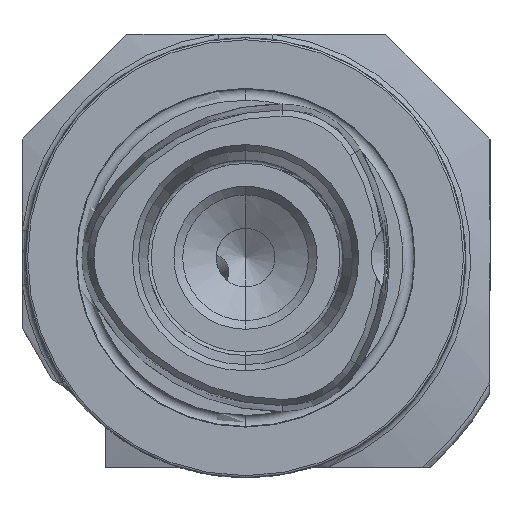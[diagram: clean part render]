
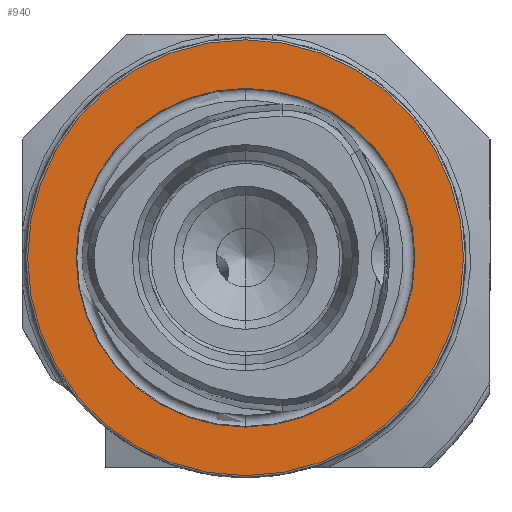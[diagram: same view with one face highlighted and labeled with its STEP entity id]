
A CAD part, left-side view. The second image highlights one B-rep face of the part: STEP entity #940.
In plain terms, the highlighted planar face has unit normal (-1, 0, 0).
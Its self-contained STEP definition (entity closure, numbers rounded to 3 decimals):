
#98 = AXIS2_PLACEMENT_3D ( 'NONE', #639, #638, #637 ) ;
#99 = AXIS2_PLACEMENT_3D ( 'NONE', #642, #641, #640 ) ;
#207 = AXIS2_PLACEMENT_3D ( 'NONE', #6985, #6984, #6983 ) ;
#352 = CIRCLE ( 'NONE', #98, 24.25 ) ;
#367 = AXIS2_PLACEMENT_3D ( 'NONE', #6567, #6565, #6573 ) ;
#469 = AXIS2_PLACEMENT_3D ( 'NONE', #5145, #5133, #5132 ) ;
#637 = DIRECTION ( 'NONE',  ( 0., 0., 1. ) ) ;
#638 = DIRECTION ( 'NONE',  ( -1., 0., 0. ) ) ;
#639 = CARTESIAN_POINT ( 'NONE',  ( 0., 0., 0. ) ) ;
#640 = DIRECTION ( 'NONE',  ( 0., 0., 1. ) ) ;
#641 = DIRECTION ( 'NONE',  ( -1., 0., 0. ) ) ;
#642 = CARTESIAN_POINT ( 'NONE',  ( 0., 0., 0. ) ) ;
#940 = ADVANCED_FACE ( 'NONE', ( #4769, #4765 ), #5136, .F. ) ;
#1636 = CIRCLE ( 'NONE', #207, 31.2 ) ;
#1677 = CIRCLE ( 'NONE', #367, 24.25 ) ;
#1966 = CARTESIAN_POINT ( 'NONE',  ( 0., 0., 24.25 ) ) ;
#2110 = CARTESIAN_POINT ( 'NONE',  ( 0., 0., -31.2 ) ) ;
#2198 = CARTESIAN_POINT ( 'NONE',  ( 0., 0., 31.2 ) ) ;
#2740 = VERTEX_POINT ( 'NONE', #2788 ) ;
#2788 = CARTESIAN_POINT ( 'NONE',  ( 0., 0., -24.25 ) ) ;
#3652 = EDGE_CURVE ( 'NONE', #2740, #5883, #1677, .T. ) ;
#3692 = EDGE_CURVE ( 'NONE', #5664, #5733, #1636, .T. ) ;
#4277 = EDGE_CURVE ( 'NONE', #5733, #5664, #4634, .T. ) ;
#4279 = EDGE_CURVE ( 'NONE', #5883, #2740, #352, .T. ) ;
#4634 = CIRCLE ( 'NONE', #99, 31.2 ) ;
#4765 = FACE_OUTER_BOUND ( 'NONE', #5897, .T. ) ;
#4769 = FACE_BOUND ( 'NONE', #5898, .T. ) ;
#5132 = DIRECTION ( 'NONE',  ( 0., 0., -1. ) ) ;
#5133 = DIRECTION ( 'NONE',  ( 1., 0., 0. ) ) ;
#5136 = PLANE ( 'NONE',  #469 ) ;
#5145 = CARTESIAN_POINT ( 'NONE',  ( 0., 24.25, 0. ) ) ;
#5444 = ORIENTED_EDGE ( 'NONE', *, *, #4279, .F. ) ;
#5445 = ORIENTED_EDGE ( 'NONE', *, *, #3652, .F. ) ;
#5446 = ORIENTED_EDGE ( 'NONE', *, *, #3692, .T. ) ;
#5447 = ORIENTED_EDGE ( 'NONE', *, *, #4277, .T. ) ;
#5664 = VERTEX_POINT ( 'NONE', #2198 ) ;
#5733 = VERTEX_POINT ( 'NONE', #2110 ) ;
#5883 = VERTEX_POINT ( 'NONE', #1966 ) ;
#5897 = EDGE_LOOP ( 'NONE', ( #5446, #5447 ) ) ;
#5898 = EDGE_LOOP ( 'NONE', ( #5444, #5445 ) ) ;
#6565 = DIRECTION ( 'NONE',  ( -1., 0., 0. ) ) ;
#6567 = CARTESIAN_POINT ( 'NONE',  ( 0., 0., 0. ) ) ;
#6573 = DIRECTION ( 'NONE',  ( 0., 0., 1. ) ) ;
#6983 = DIRECTION ( 'NONE',  ( 0., 0., 1. ) ) ;
#6984 = DIRECTION ( 'NONE',  ( -1., 0., 0. ) ) ;
#6985 = CARTESIAN_POINT ( 'NONE',  ( 0., 0., 0. ) ) ;
